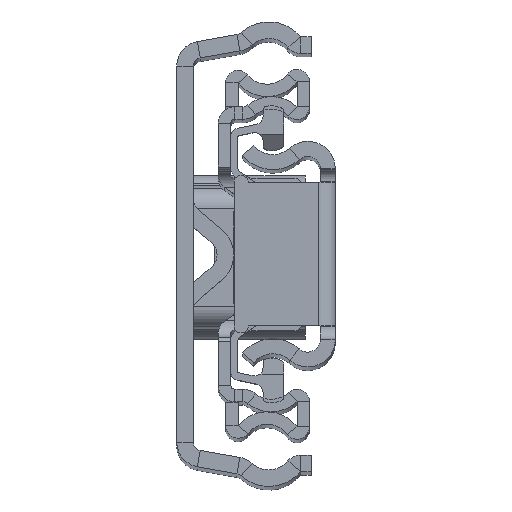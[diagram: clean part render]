
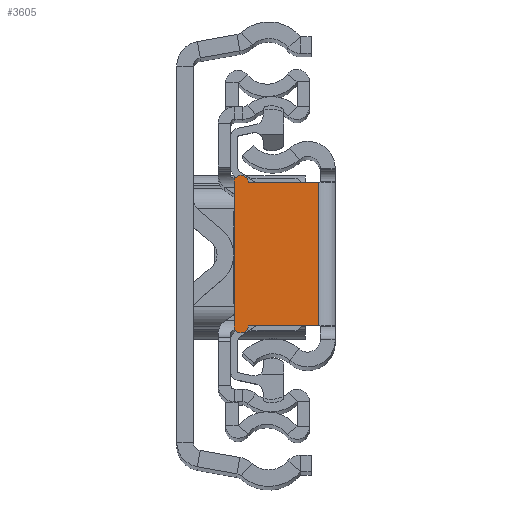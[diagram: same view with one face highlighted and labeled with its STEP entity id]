
A CAD part, top view. The second image highlights one B-rep face of the part: STEP entity #3605.
In plain terms, the highlighted planar face has unit normal (0, 0, 1).
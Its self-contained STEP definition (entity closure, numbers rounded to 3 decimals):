
#311 = VECTOR ( 'NONE', #18185, 1000. ) ;
#846 = LINE ( 'NONE', #4286, #8572 ) ;
#1019 = DIRECTION ( 'NONE',  ( 1., 0., 0. ) ) ;
#1047 = CARTESIAN_POINT ( 'NONE',  ( -12.2, 8.65, 0. ) ) ;
#1782 = CARTESIAN_POINT ( 'NONE',  ( -12.2, -8.65, 0. ) ) ;
#2998 = CARTESIAN_POINT ( 'NONE',  ( -10.5, -8.65, 0. ) ) ;
#3006 = EDGE_CURVE ( 'NONE', #22099, #10619, #4209, .T. ) ;
#3391 = DIRECTION ( 'NONE',  ( 0., 1., 0. ) ) ;
#3605 = ADVANCED_FACE ( 'NONE', ( #32294 ), #7008, .T. ) ;
#4209 = LINE ( 'NONE', #12633, #24748 ) ;
#4286 = CARTESIAN_POINT ( 'NONE',  ( -1.8, 8.65, 0. ) ) ;
#4634 = AXIS2_PLACEMENT_3D ( 'NONE', #28668, #9423, #14756 ) ;
#4725 = VERTEX_POINT ( 'NONE', #1782 ) ;
#4947 = VERTEX_POINT ( 'NONE', #34875 ) ;
#7008 = PLANE ( 'NONE',  #27640 ) ;
#7557 = CARTESIAN_POINT ( 'NONE',  ( -2., -8.65, 0. ) ) ;
#8572 = VECTOR ( 'NONE', #1019, 1000. ) ;
#8865 = CARTESIAN_POINT ( 'NONE',  ( -2., 0., 0. ) ) ;
#9078 = EDGE_LOOP ( 'NONE', ( #35022, #29640, #16251, #23019, #33663, #22102 ) ) ;
#9423 = DIRECTION ( 'NONE',  ( 0., 0., 1. ) ) ;
#9687 = DIRECTION ( 'NONE',  ( 0., 0., 1. ) ) ;
#10072 = CARTESIAN_POINT ( 'NONE',  ( -10.5, 8.65, 0. ) ) ;
#10619 = VERTEX_POINT ( 'NONE', #2998 ) ;
#12633 = CARTESIAN_POINT ( 'NONE',  ( -12.2, -8.65, 0. ) ) ;
#13413 = CARTESIAN_POINT ( 'NONE',  ( -12.2, 8.65, 0. ) ) ;
#14756 = DIRECTION ( 'NONE',  ( -1., 0., 0. ) ) ;
#15281 = CARTESIAN_POINT ( 'NONE',  ( 0., 0., 0. ) ) ;
#16251 = ORIENTED_EDGE ( 'NONE', *, *, #3006, .F. ) ;
#16660 = EDGE_CURVE ( 'NONE', #4725, #28670, #21300, .T. ) ;
#18183 = DIRECTION ( 'NONE',  ( 0., 0., 1. ) ) ;
#18185 = DIRECTION ( 'NONE',  ( 0., 1., 0. ) ) ;
#20408 = CIRCLE ( 'NONE', #4634, 0.85 ) ;
#21300 = LINE ( 'NONE', #13413, #311 ) ;
#22093 = VECTOR ( 'NONE', #3391, 1000. ) ;
#22099 = VERTEX_POINT ( 'NONE', #7557 ) ;
#22102 = ORIENTED_EDGE ( 'NONE', *, *, #33712, .T. ) ;
#23019 = ORIENTED_EDGE ( 'NONE', *, *, #25451, .T. ) ;
#23983 = EDGE_CURVE ( 'NONE', #30939, #4947, #846, .T. ) ;
#24748 = VECTOR ( 'NONE', #34960, 1000. ) ;
#25451 = EDGE_CURVE ( 'NONE', #22099, #4947, #25727, .T. ) ;
#25727 = LINE ( 'NONE', #8865, #22093 ) ;
#25902 = DIRECTION ( 'NONE',  ( 1., 0., 0. ) ) ;
#26454 = EDGE_CURVE ( 'NONE', #4725, #10619, #20408, .T. ) ;
#27640 = AXIS2_PLACEMENT_3D ( 'NONE', #15281, #18183, #25902 ) ;
#28668 = CARTESIAN_POINT ( 'NONE',  ( -11.35, -8.65, 0. ) ) ;
#28670 = VERTEX_POINT ( 'NONE', #1047 ) ;
#29640 = ORIENTED_EDGE ( 'NONE', *, *, #26454, .T. ) ;
#30663 = AXIS2_PLACEMENT_3D ( 'NONE', #34594, #9687, #34407 ) ;
#30939 = VERTEX_POINT ( 'NONE', #10072 ) ;
#32294 = FACE_OUTER_BOUND ( 'NONE', #9078, .T. ) ;
#33663 = ORIENTED_EDGE ( 'NONE', *, *, #23983, .F. ) ;
#33712 = EDGE_CURVE ( 'NONE', #30939, #28670, #35912, .T. ) ;
#34407 = DIRECTION ( 'NONE',  ( 1., 0., 0. ) ) ;
#34594 = CARTESIAN_POINT ( 'NONE',  ( -11.35, 8.65, 0. ) ) ;
#34875 = CARTESIAN_POINT ( 'NONE',  ( -2., 8.65, 0. ) ) ;
#34960 = DIRECTION ( 'NONE',  ( -1., 0., 0. ) ) ;
#35022 = ORIENTED_EDGE ( 'NONE', *, *, #16660, .F. ) ;
#35912 = CIRCLE ( 'NONE', #30663, 0.85 ) ;
